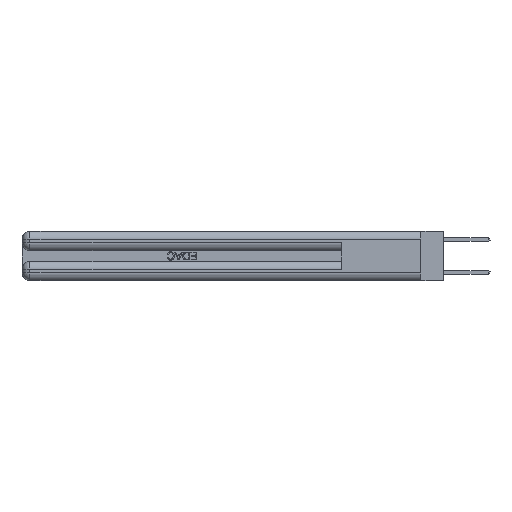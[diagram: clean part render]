
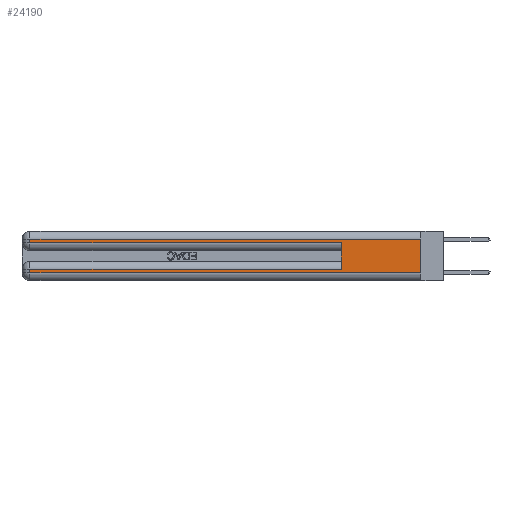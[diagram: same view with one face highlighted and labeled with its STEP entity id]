
A CAD part, left-side view. The second image highlights one B-rep face of the part: STEP entity #24190.
In plain terms, the highlighted planar face has unit normal (-1, 0, 0).
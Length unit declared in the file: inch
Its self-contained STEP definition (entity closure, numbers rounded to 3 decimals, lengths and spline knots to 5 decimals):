
#589 = VECTOR ( 'NONE', #17406, 39.37008 ) ;
#637 = EDGE_CURVE ( 'NONE', #12417, #17900, #8379, .T. ) ;
#1085 = CARTESIAN_POINT ( 'NONE',  ( 0., 0.6, 0.145 ) ) ;
#3338 = LINE ( 'NONE', #13720, #16126 ) ;
#4140 = CARTESIAN_POINT ( 'NONE',  ( 0., 0., 0.085 ) ) ;
#4568 = VERTEX_POINT ( 'NONE', #5374 ) ;
#4944 = CARTESIAN_POINT ( 'NONE',  ( 0., 0., 0.31 ) ) ;
#5374 = CARTESIAN_POINT ( 'NONE',  ( 0., 0.6, 0.285 ) ) ;
#5424 = AXIS2_PLACEMENT_3D ( 'NONE', #12935, #23111, #20482 ) ;
#6325 = VERTEX_POINT ( 'NONE', #14125 ) ;
#6697 = CARTESIAN_POINT ( 'NONE',  ( 0., 2.94, 0.37 ) ) ;
#6866 = LINE ( 'NONE', #17578, #27784 ) ;
#7954 = CARTESIAN_POINT ( 'NONE',  ( 0., 2.94, 0.06 ) ) ;
#8219 = EDGE_CURVE ( 'NONE', #10009, #24765, #20042, .T. ) ;
#8258 = DIRECTION ( 'NONE',  ( 0., 1., 0. ) ) ;
#8379 = LINE ( 'NONE', #29854, #27331 ) ;
#9151 = VERTEX_POINT ( 'NONE', #11164 ) ;
#9333 = VECTOR ( 'NONE', #9522, 39.37008 ) ;
#9522 = DIRECTION ( 'NONE',  ( 0., 0., 1. ) ) ;
#9605 = LINE ( 'NONE', #4140, #32407 ) ;
#10009 = VERTEX_POINT ( 'NONE', #19274 ) ;
#10915 = ORIENTED_EDGE ( 'NONE', *, *, #8219, .T. ) ;
#11164 = CARTESIAN_POINT ( 'NONE',  ( 0., 2.94, 0.31 ) ) ;
#11751 = ORIENTED_EDGE ( 'NONE', *, *, #22002, .T. ) ;
#12239 = EDGE_CURVE ( 'NONE', #25079, #4568, #20582, .T. ) ;
#12417 = VERTEX_POINT ( 'NONE', #4944 ) ;
#12737 = CARTESIAN_POINT ( 'NONE',  ( 0., 0., 0.285 ) ) ;
#12935 = CARTESIAN_POINT ( 'NONE',  ( 0., 0., 0.37 ) ) ;
#13720 = CARTESIAN_POINT ( 'NONE',  ( 0., 0., 0.31 ) ) ;
#13848 = VECTOR ( 'NONE', #33460, 39.37008 ) ;
#14125 = CARTESIAN_POINT ( 'NONE',  ( 0., 2.94, 0.285 ) ) ;
#14280 = LINE ( 'NONE', #22684, #13848 ) ;
#14614 = EDGE_CURVE ( 'NONE', #6325, #4568, #31409, .T. ) ;
#16126 = VECTOR ( 'NONE', #8258, 39.37008 ) ;
#16314 = ORIENTED_EDGE ( 'NONE', *, *, #34099, .T. ) ;
#17406 = DIRECTION ( 'NONE',  ( 0., 0., -1. ) ) ;
#17578 = CARTESIAN_POINT ( 'NONE',  ( 0., 0., 0.06 ) ) ;
#17900 = VERTEX_POINT ( 'NONE', #28160 ) ;
#18087 = ORIENTED_EDGE ( 'NONE', *, *, #14614, .T. ) ;
#19274 = CARTESIAN_POINT ( 'NONE',  ( 0., 2.94, 0.085 ) ) ;
#20042 = LINE ( 'NONE', #6697, #589 ) ;
#20482 = DIRECTION ( 'NONE',  ( 0., 0., -1. ) ) ;
#20582 = LINE ( 'NONE', #1085, #9333 ) ;
#20965 = ORIENTED_EDGE ( 'NONE', *, *, #637, .F. ) ;
#22002 = EDGE_CURVE ( 'NONE', #24765, #17900, #6866, .T. ) ;
#22684 = CARTESIAN_POINT ( 'NONE',  ( 0., 2.94, 0.37 ) ) ;
#23111 = DIRECTION ( 'NONE',  ( 1., 0., 0. ) ) ;
#24190 = ADVANCED_FACE ( 'NONE', ( #34234 ), #28588, .F. ) ;
#24283 = EDGE_CURVE ( 'NONE', #25079, #10009, #9605, .T. ) ;
#24443 = EDGE_LOOP ( 'NONE', ( #20965, #29414, #16314, #18087, #28247, #26287, #10915, #11751 ) ) ;
#24765 = VERTEX_POINT ( 'NONE', #7954 ) ;
#25079 = VERTEX_POINT ( 'NONE', #30984 ) ;
#25530 = EDGE_CURVE ( 'NONE', #12417, #9151, #3338, .T. ) ;
#25661 = VECTOR ( 'NONE', #26092, 39.37008 ) ;
#26092 = DIRECTION ( 'NONE',  ( 0., -1., 0. ) ) ;
#26287 = ORIENTED_EDGE ( 'NONE', *, *, #24283, .T. ) ;
#27025 = DIRECTION ( 'NONE',  ( 0., 0., -1. ) ) ;
#27331 = VECTOR ( 'NONE', #27025, 39.37008 ) ;
#27784 = VECTOR ( 'NONE', #28313, 39.37008 ) ;
#28160 = CARTESIAN_POINT ( 'NONE',  ( 0., 0., 0.06 ) ) ;
#28247 = ORIENTED_EDGE ( 'NONE', *, *, #12239, .F. ) ;
#28313 = DIRECTION ( 'NONE',  ( 0., -1., 0. ) ) ;
#28588 = PLANE ( 'NONE',  #5424 ) ;
#29414 = ORIENTED_EDGE ( 'NONE', *, *, #25530, .T. ) ;
#29854 = CARTESIAN_POINT ( 'NONE',  ( 0., 0., 0.37 ) ) ;
#30984 = CARTESIAN_POINT ( 'NONE',  ( 0., 0.6, 0.085 ) ) ;
#31409 = LINE ( 'NONE', #12737, #25661 ) ;
#31601 = DIRECTION ( 'NONE',  ( 0., 1., 0. ) ) ;
#32407 = VECTOR ( 'NONE', #31601, 39.37008 ) ;
#33460 = DIRECTION ( 'NONE',  ( 0., 0., -1. ) ) ;
#34099 = EDGE_CURVE ( 'NONE', #9151, #6325, #14280, .T. ) ;
#34234 = FACE_OUTER_BOUND ( 'NONE', #24443, .T. ) ;
